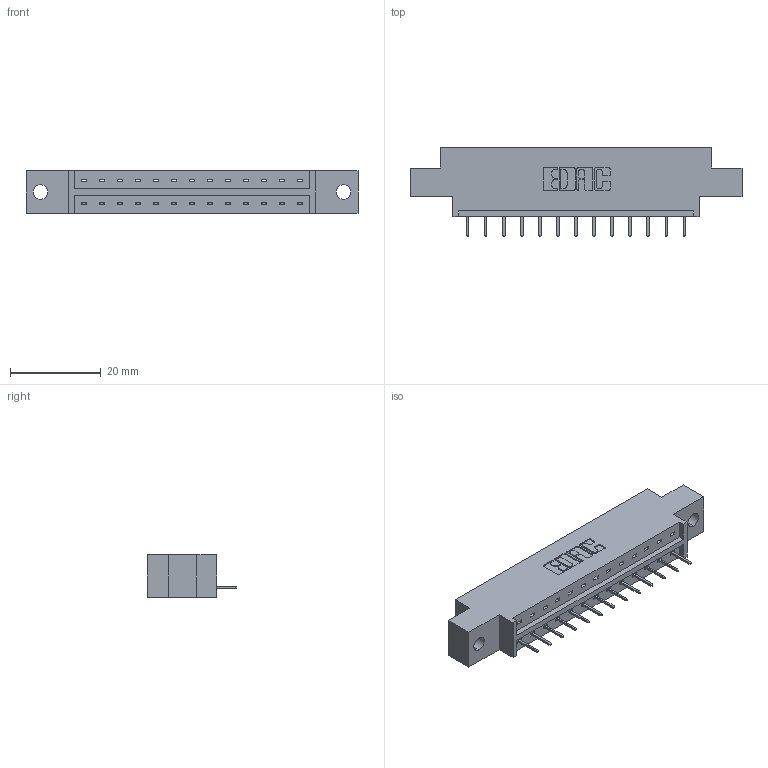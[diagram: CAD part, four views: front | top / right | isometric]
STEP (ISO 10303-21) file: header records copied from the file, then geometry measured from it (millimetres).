
FILE_DESCRIPTION (( 'STEP AP203' ), '1' );
FILE_NAME ('333-013-524-602.STEP', '2018-08-01T01:21:36', ( '' ), ( '' ), 'SwSTEP 2.0', 'SolidWorks 2016', '' );
FILE_SCHEMA (( 'CONFIG_CONTROL_DESIGN' ));
Length unit declared in the file: inch
Products named in the file (3): 333 Part_Offset - .128 Dia; 345-292-001_345-293-124; 333-013-524-602
Assembly tree (14 placements, depth 2):
  333-013-524-602
    333 Part_Offset - .128 Dia
    345-292-001_345-293-124  x13
Bounding box: 73.05 x 19.69 x 9.4 mm (x, y, z)
Volume: 6785.7 mm3; surface area: 6901.4 mm2
Topology: 14 solids, 14 shells, 924 faces, 2663 edges, 1722 vertices
Faces by surface type: plane 698, cylinder 226
Entity records: 11907 total; most frequent: CARTESIAN_POINT 2065, ORIENTED_EDGE 2014, DIRECTION 1801, EDGE_CURVE 1007, LINE 883, VECTOR 883, VERTEX_POINT 666, AXIS2_PLACEMENT_3D 459
